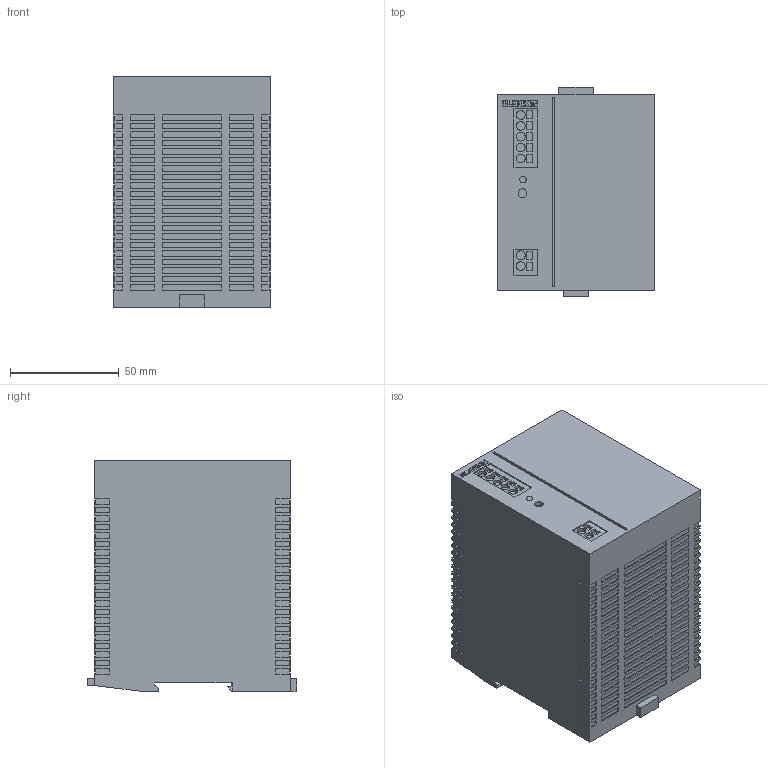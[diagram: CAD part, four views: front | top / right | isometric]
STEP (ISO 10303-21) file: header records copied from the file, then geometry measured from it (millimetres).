
FILE_DESCRIPTION (( 'STEP AP214' ), '1' );
FILE_NAME ('1118288.STEP', '2025-12-01T15:47:37', ( '' ), ( '' ), 'SwSTEP 2.0', 'SolidWorks 2022', '' );
FILE_SCHEMA (( 'AUTOMOTIVE_DESIGN' ));
Length unit declared in the file: millimetre
Products named in the file (1): 1118288
Bounding box: 71.8 x 96.5 x 106 mm (x, y, z)
Volume: 668947.3 mm3; surface area: 51699.4 mm2
Topology: 1 solids, 1 shells, 1436 faces, 3829 edges, 2552 vertices
Faces by surface type: plane 1416, cylinder 20
Entity records: 43791 total; most frequent: CARTESIAN_POINT 7818, ORIENTED_EDGE 7658, DIRECTION 6743, EDGE_CURVE 3829, LINE 3789, VECTOR 3789, VERTEX_POINT 2552, EDGE_LOOP 1593
